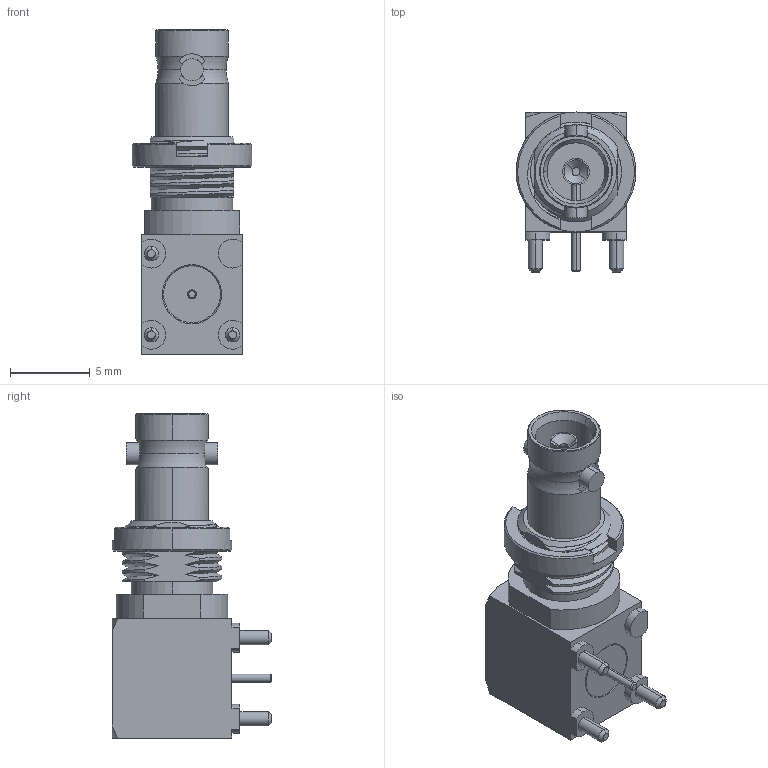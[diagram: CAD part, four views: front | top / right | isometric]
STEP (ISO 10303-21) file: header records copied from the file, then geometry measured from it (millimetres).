
FILE_DESCRIPTION (( 'STEP AP214' ), '1' );
FILE_NAME ('67-468-4-D66.STEP', '2024-07-31T08:12:53', ( '' ), ( '' ), 'SwSTEP 2.0', 'SolidWorks 2023', '' );
FILE_SCHEMA (( 'AUTOMOTIVE_DESIGN' ));
Length unit declared in the file: millimetre
Products named in the file (1): 67-468-4-D66
Bounding box: 7.5 x 10 x 20.3 mm (x, y, z)
Surface area: 760.5 mm2 (no closed solid volume)
Topology: 0 solids, 7 shells, 156 faces, 453 edges, 303 vertices
Faces by surface type: cylinder 60, plane 39, cone 27, bspline 24, torus 6
Entity records: 12057 total; most frequent: CARTESIAN_POINT 8277, ORIENTED_EDGE 830, DIRECTION 708, EDGE_CURVE 453, VERTEX_POINT 303, AXIS2_PLACEMENT_3D 283, EDGE_LOOP 168, FACE_OUTER_BOUND 156
